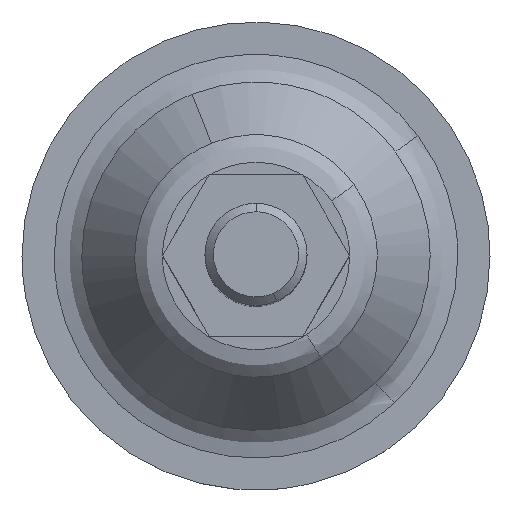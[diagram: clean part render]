
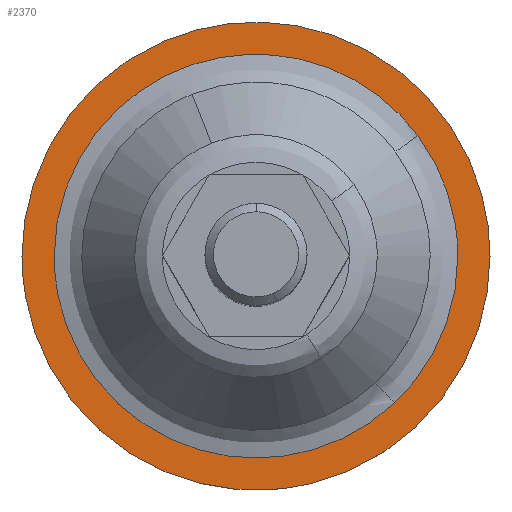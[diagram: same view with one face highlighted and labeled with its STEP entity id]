
A CAD part, top view. The second image highlights one B-rep face of the part: STEP entity #2370.
In plain terms, the highlighted free-form (B-spline) face has degree [1, 1] with [2, 2] control points.
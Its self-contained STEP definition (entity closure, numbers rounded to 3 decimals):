
#1284=CARTESIAN_POINT('',(-3.246,27.308,2.0));
#1285=VERTEX_POINT('',#1284);
#1291=CARTESIAN_POINT('',(27.5,0.0,2.0));
#1292=VERTEX_POINT('',#1291);
#1293=CARTESIAN_POINT('',(-3.246,27.308,2.0));
#1294=CARTESIAN_POINT('',(-1.629,27.5,2.));
#1295=CARTESIAN_POINT('',(0.0,27.5,2.0));
#1296=CARTESIAN_POINT('',(27.5,27.5,2.0));
#1297=CARTESIAN_POINT('',(27.5,0.0,2.0));
#1305=(BOUNDED_CURVE()B_SPLINE_CURVE(2,(#1293,#1294,#1295,#1296,#1297),.UNSPECIFIED.,.F.,.U.)B_SPLINE_CURVE_WITH_KNOTS((3,2,3),(0.23,0.25,0.5),.UNSPECIFIED.)CURVE()GEOMETRIC_REPRESENTATION_ITEM()RATIONAL_B_SPLINE_CURVE((0.956,0.976,1.0,0.707,1.0))REPRESENTATION_ITEM(''));
#1306=EDGE_CURVE('',#1285,#1292,#1305,.T.);
#1308=CARTESIAN_POINT('',(1.679,-27.449,2.0));
#1309=VERTEX_POINT('',#1308);
#1310=CARTESIAN_POINT('',(27.5,0.0,2.0));
#1311=CARTESIAN_POINT('',(27.5,-25.869,2.));
#1312=CARTESIAN_POINT('',(1.679,-27.449,2.0));
#1320=(BOUNDED_CURVE()B_SPLINE_CURVE(2,(#1310,#1311,#1312),.UNSPECIFIED.,.F.,.U.)B_SPLINE_CURVE_WITH_KNOTS((3,3),(0.5,0.739),.UNSPECIFIED.)CURVE()GEOMETRIC_REPRESENTATION_ITEM()RATIONAL_B_SPLINE_CURVE((1.0,0.72,0.976))REPRESENTATION_ITEM(''));
#1321=EDGE_CURVE('',#1292,#1309,#1320,.T.);
#1395=CARTESIAN_POINT('',(-27.5,0.0,2.0));
#1396=VERTEX_POINT('',#1395);
#1397=CARTESIAN_POINT('',(1.679,-27.449,2.0));
#1398=CARTESIAN_POINT('',(0.84,-27.5,2.));
#1399=CARTESIAN_POINT('',(0.0,-27.5,2.0));
#1400=CARTESIAN_POINT('',(-27.5,-27.5,2.0));
#1401=CARTESIAN_POINT('',(-27.5,0.0,2.0));
#1409=(BOUNDED_CURVE()B_SPLINE_CURVE(2,(#1397,#1398,#1399,#1400,#1401),.UNSPECIFIED.,.F.,.U.)B_SPLINE_CURVE_WITH_KNOTS((3,2,3),(0.739,0.75,1.0),.UNSPECIFIED.)CURVE()GEOMETRIC_REPRESENTATION_ITEM()RATIONAL_B_SPLINE_CURVE((0.976,0.988,1.0,0.707,1.0))REPRESENTATION_ITEM(''));
#1410=EDGE_CURVE('',#1309,#1396,#1409,.T.);
#1412=CARTESIAN_POINT('',(-27.5,0.0,2.0));
#1413=CARTESIAN_POINT('',(-27.5,24.425,2.));
#1414=CARTESIAN_POINT('',(-3.246,27.308,2.0));
#1422=(BOUNDED_CURVE()B_SPLINE_CURVE(2,(#1412,#1413,#1414),.UNSPECIFIED.,.F.,.U.)B_SPLINE_CURVE_WITH_KNOTS((3,3),(0.0,0.23),.UNSPECIFIED.)CURVE()GEOMETRIC_REPRESENTATION_ITEM()RATIONAL_B_SPLINE_CURVE((1.0,0.731,0.956))REPRESENTATION_ITEM(''));
#1423=EDGE_CURVE('',#1396,#1285,#1422,.T.);
#2022=CARTESIAN_POINT('',(16.281,-17.247,2.));
#2023=VERTEX_POINT('',#2022);
#2024=CARTESIAN_POINT('',(-23.718,0.0,2.0));
#2025=VERTEX_POINT('',#2024);
#2026=CARTESIAN_POINT('',(16.281,-17.247,2.));
#2027=CARTESIAN_POINT('',(9.427,-23.718,2.));
#2028=CARTESIAN_POINT('',(0.0,-23.718,2.0));
#2029=CARTESIAN_POINT('',(-23.718,-23.718,2.0));
#2030=CARTESIAN_POINT('',(-23.718,0.0,2.0));
#2038=(BOUNDED_CURVE()B_SPLINE_CURVE(2,(#2026,#2027,#2028,#2029,#2030),.UNSPECIFIED.,.F.,.U.)B_SPLINE_CURVE_WITH_KNOTS((3,2,3),(0.629,0.75,1.0),.UNSPECIFIED.)CURVE()GEOMETRIC_REPRESENTATION_ITEM()RATIONAL_B_SPLINE_CURVE((0.854,0.859,1.0,0.707,1.0))REPRESENTATION_ITEM(''));
#2039=EDGE_CURVE('',#2023,#2025,#2038,.T.);
#2058=CARTESIAN_POINT('',(19.011,14.181,2.));
#2059=VERTEX_POINT('',#2058);
#2073=CARTESIAN_POINT('',(-23.718,0.0,2.0));
#2074=CARTESIAN_POINT('',(-23.718,23.718,2.0));
#2075=CARTESIAN_POINT('',(0.0,23.718,2.0));
#2076=CARTESIAN_POINT('',(11.898,23.718,2.));
#2077=CARTESIAN_POINT('',(19.011,14.181,2.));
#2085=(BOUNDED_CURVE()B_SPLINE_CURVE(2,(#2073,#2074,#2075,#2076,#2077),.UNSPECIFIED.,.F.,.U.)B_SPLINE_CURVE_WITH_KNOTS((3,2,3),(0.0,0.25,0.397),.UNSPECIFIED.)CURVE()GEOMETRIC_REPRESENTATION_ITEM()RATIONAL_B_SPLINE_CURVE((1.0,0.707,1.0,0.828,0.858))REPRESENTATION_ITEM(''));
#2086=EDGE_CURVE('',#2025,#2059,#2085,.T.);
#2108=CARTESIAN_POINT('',(23.718,0.0,2.0));
#2109=VERTEX_POINT('',#2108);
#2110=CARTESIAN_POINT('',(23.718,0.0,2.0));
#2111=CARTESIAN_POINT('',(23.718,-10.227,2.0));
#2112=CARTESIAN_POINT('',(16.281,-17.247,2.));
#2120=(BOUNDED_CURVE()B_SPLINE_CURVE(2,(#2110,#2111,#2112),.UNSPECIFIED.,.F.,.U.)B_SPLINE_CURVE_WITH_KNOTS((3,3),(0.5,0.629),.UNSPECIFIED.)CURVE()GEOMETRIC_REPRESENTATION_ITEM()RATIONAL_B_SPLINE_CURVE((1.0,0.848,0.854))REPRESENTATION_ITEM(''));
#2121=EDGE_CURVE('',#2109,#2023,#2120,.T.);
#2123=CARTESIAN_POINT('',(19.011,14.181,2.));
#2124=CARTESIAN_POINT('',(23.718,7.871,2.));
#2125=CARTESIAN_POINT('',(23.718,0.0,2.0));
#2133=(BOUNDED_CURVE()B_SPLINE_CURVE(2,(#2123,#2124,#2125),.UNSPECIFIED.,.F.,.U.)B_SPLINE_CURVE_WITH_KNOTS((3,3),(0.397,0.5),.UNSPECIFIED.)CURVE()GEOMETRIC_REPRESENTATION_ITEM()RATIONAL_B_SPLINE_CURVE((0.858,0.879,1.0))REPRESENTATION_ITEM(''));
#2134=EDGE_CURVE('',#2059,#2109,#2133,.T.);
#2353=CARTESIAN_POINT('',(30.247,-30.247,2.0));
#2354=CARTESIAN_POINT('',(-30.247,-30.247,2.0));
#2355=CARTESIAN_POINT('',(30.247,30.247,2.0));
#2356=CARTESIAN_POINT('',(-30.247,30.247,2.0));
#2357=B_SPLINE_SURFACE_WITH_KNOTS('',1,1,((#2353,#2355),(#2354,#2356)),.UNSPECIFIED.,.F.,.F.,.U.,(2,2),(2,2),(0.0,60.495),(0.0,60.493),.UNSPECIFIED.);
#2358=ORIENTED_EDGE('',*,*,#1410,.F.);
#2359=ORIENTED_EDGE('',*,*,#1321,.F.);
#2360=ORIENTED_EDGE('',*,*,#1306,.F.);
#2361=ORIENTED_EDGE('',*,*,#1423,.F.);
#2362=EDGE_LOOP('',(#2358,#2359,#2360,#2361));
#2363=FACE_OUTER_BOUND('',#2362,.T.);
#2364=ORIENTED_EDGE('',*,*,#2086,.T.);
#2365=ORIENTED_EDGE('',*,*,#2134,.T.);
#2366=ORIENTED_EDGE('',*,*,#2121,.T.);
#2367=ORIENTED_EDGE('',*,*,#2039,.T.);
#2368=EDGE_LOOP('',(#2364,#2365,#2366,#2367));
#2369=FACE_BOUND('',#2368,.T.);
#2370=ADVANCED_FACE('',(#2363,#2369),#2357,.F.);
